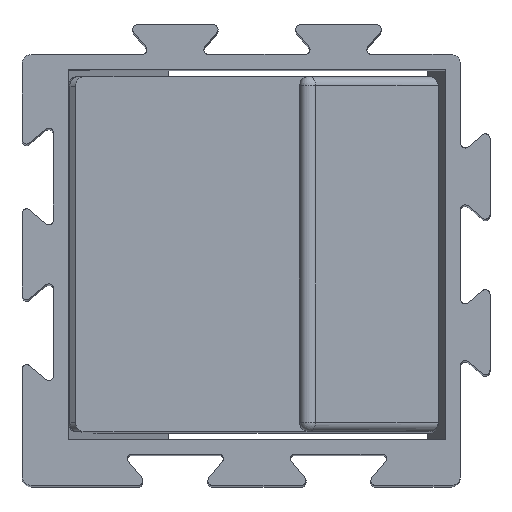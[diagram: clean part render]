
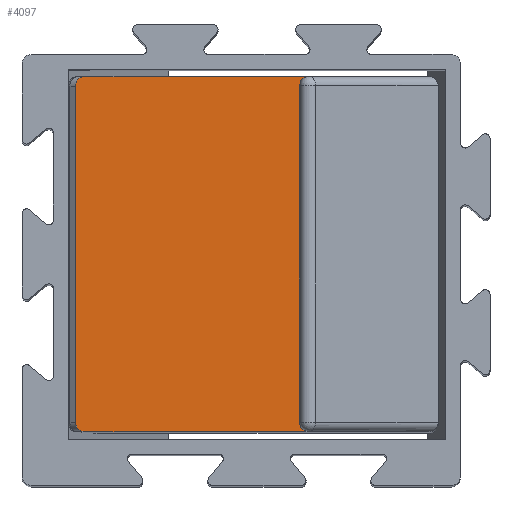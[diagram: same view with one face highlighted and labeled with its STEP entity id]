
A CAD part, top view. The second image highlights one B-rep face of the part: STEP entity #4097.
In plain terms, the highlighted planar face has unit normal (0, 0, 1).
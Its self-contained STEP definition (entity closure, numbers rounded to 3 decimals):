
#255=PLANE('',#4491);
#478=FACE_OUTER_BOUND('',#727,.T.);
#727=EDGE_LOOP('',(#3655,#3656,#3657,#3658,#3659,#3660,#3661,#3662,#3663,
#3664,#3665,#3666,#3667,#3668,#3669,#3670));
#869=CIRCLE('',#4437,0.5);
#874=CIRCLE('',#4468,1.);
#875=CIRCLE('',#4470,0.5);
#876=CIRCLE('',#4473,1.);
#879=CIRCLE('',#4488,1.);
#880=CIRCLE('',#4492,1.);
#881=CIRCLE('',#4493,1.);
#882=CIRCLE('',#4494,1.);
#1215=LINE('',#6641,#1638);
#1252=LINE('',#6920,#1675);
#1257=LINE('',#6933,#1680);
#1260=LINE('',#6942,#1683);
#1264=LINE('',#6949,#1687);
#1271=LINE('',#7021,#1694);
#1272=LINE('',#7024,#1695);
#1273=LINE('',#7028,#1696);
#1638=VECTOR('',#5431,10.);
#1675=VECTOR('',#5546,10.);
#1680=VECTOR('',#5561,10.);
#1683=VECTOR('',#5570,10.);
#1687=VECTOR('',#5574,10.);
#1694=VECTOR('',#5615,10.);
#1695=VECTOR('',#5618,10.);
#1696=VECTOR('',#5621,10.);
#1991=VERTEX_POINT('',#6638);
#1992=VERTEX_POINT('',#6640);
#2003=VERTEX_POINT('',#6708);
#2004=VERTEX_POINT('',#6710);
#2038=VERTEX_POINT('',#6919);
#2039=VERTEX_POINT('',#6923);
#2040=VERTEX_POINT('',#6927);
#2041=VERTEX_POINT('',#6929);
#2042=VERTEX_POINT('',#6935);
#2043=VERTEX_POINT('',#6937);
#2044=VERTEX_POINT('',#6941);
#2047=VERTEX_POINT('',#6947);
#2055=VERTEX_POINT('',#7014);
#2056=VERTEX_POINT('',#7023);
#2057=VERTEX_POINT('',#7025);
#2058=VERTEX_POINT('',#7027);
#2508=EDGE_CURVE('',#1991,#1992,#1215,.T.);
#2523=EDGE_CURVE('',#2004,#2003,#869,.T.);
#2572=EDGE_CURVE('',#2004,#2038,#1252,.F.);
#2574=EDGE_CURVE('',#2038,#2039,#874,.F.);
#2577=EDGE_CURVE('',#2041,#2040,#875,.T.);
#2579=EDGE_CURVE('',#2003,#2041,#1257,.T.);
#2581=EDGE_CURVE('',#2042,#2043,#876,.F.);
#2583=EDGE_CURVE('',#2039,#2044,#1260,.T.);
#2587=EDGE_CURVE('',#2042,#2047,#1264,.T.);
#2601=EDGE_CURVE('',#2055,#1991,#879,.T.);
#2604=EDGE_CURVE('',#2043,#2040,#1271,.F.);
#2605=EDGE_CURVE('',#1992,#2047,#880,.F.);
#2606=EDGE_CURVE('',#2056,#2055,#1272,.T.);
#2607=EDGE_CURVE('',#2057,#2056,#881,.T.);
#2608=EDGE_CURVE('',#2058,#2057,#1273,.T.);
#2609=EDGE_CURVE('',#2044,#2058,#882,.F.);
#3655=ORIENTED_EDGE('',*,*,#2523,.T.);
#3656=ORIENTED_EDGE('',*,*,#2579,.T.);
#3657=ORIENTED_EDGE('',*,*,#2577,.T.);
#3658=ORIENTED_EDGE('',*,*,#2604,.F.);
#3659=ORIENTED_EDGE('',*,*,#2581,.F.);
#3660=ORIENTED_EDGE('',*,*,#2587,.T.);
#3661=ORIENTED_EDGE('',*,*,#2605,.F.);
#3662=ORIENTED_EDGE('',*,*,#2508,.F.);
#3663=ORIENTED_EDGE('',*,*,#2601,.F.);
#3664=ORIENTED_EDGE('',*,*,#2606,.F.);
#3665=ORIENTED_EDGE('',*,*,#2607,.F.);
#3666=ORIENTED_EDGE('',*,*,#2608,.F.);
#3667=ORIENTED_EDGE('',*,*,#2609,.F.);
#3668=ORIENTED_EDGE('',*,*,#2583,.F.);
#3669=ORIENTED_EDGE('',*,*,#2574,.F.);
#3670=ORIENTED_EDGE('',*,*,#2572,.F.);
#4097=ADVANCED_FACE('',(#478),#255,.T.);
#4437=AXIS2_PLACEMENT_3D('',#6711,#5458,#5459);
#4468=AXIS2_PLACEMENT_3D('',#6924,#5550,#5551);
#4470=AXIS2_PLACEMENT_3D('',#6930,#5556,#5557);
#4473=AXIS2_PLACEMENT_3D('',#6938,#5565,#5566);
#4488=AXIS2_PLACEMENT_3D('',#7016,#5606,#5607);
#4491=AXIS2_PLACEMENT_3D('',#7020,#5613,#5614);
#4492=AXIS2_PLACEMENT_3D('',#7022,#5616,#5617);
#4493=AXIS2_PLACEMENT_3D('',#7026,#5619,#5620);
#4494=AXIS2_PLACEMENT_3D('',#7029,#5622,#5623);
#5431=DIRECTION('',(1.,0.,0.));
#5458=DIRECTION('center_axis',(0.,0.,1.));
#5459=DIRECTION('ref_axis',(0.707,-0.707,0.));
#5546=DIRECTION('',(1.,0.,0.));
#5550=DIRECTION('center_axis',(0.,0.,-1.));
#5551=DIRECTION('ref_axis',(-0.707,0.707,0.));
#5556=DIRECTION('center_axis',(0.,0.,1.));
#5557=DIRECTION('ref_axis',(0.707,0.707,0.));
#5561=DIRECTION('',(0.,1.,0.));
#5565=DIRECTION('center_axis',(0.,0.,-1.));
#5566=DIRECTION('ref_axis',(-0.707,-0.707,0.));
#5570=DIRECTION('',(0.,-1.,0.));
#5574=DIRECTION('',(0.,1.,0.));
#5606=DIRECTION('center_axis',(0.,0.,-1.));
#5607=DIRECTION('ref_axis',(-0.707,0.707,0.));
#5613=DIRECTION('center_axis',(0.,0.,1.));
#5614=DIRECTION('ref_axis',(-1.,0.,0.));
#5615=DIRECTION('',(-1.,0.,0.));
#5616=DIRECTION('center_axis',(0.,0.,-1.));
#5617=DIRECTION('ref_axis',(-0.707,0.707,0.));
#5618=DIRECTION('',(0.,1.,0.));
#5619=DIRECTION('center_axis',(0.,0.,-1.));
#5620=DIRECTION('ref_axis',(-0.707,-0.707,0.));
#5621=DIRECTION('',(-1.,0.,0.));
#5622=DIRECTION('center_axis',(0.,0.,-1.));
#5623=DIRECTION('ref_axis',(-0.707,-0.707,0.));
#6638=CARTESIAN_POINT('',(3.4,19.2,102.4));
#6640=CARTESIAN_POINT('',(27.6,19.2,102.4));
#6641=CARTESIAN_POINT('',(12.,19.2,102.4));
#6708=CARTESIAN_POINT('',(39.2,-16.3,102.4));
#6710=CARTESIAN_POINT('',(38.7,-16.8,102.4));
#6711=CARTESIAN_POINT('Origin',(38.7,-16.3,102.4));
#6919=CARTESIAN_POINT('',(27.6,-16.8,102.4));
#6920=CARTESIAN_POINT('',(30.4,-16.8,102.4));
#6923=CARTESIAN_POINT('',(26.6,-17.8,102.4));
#6924=CARTESIAN_POINT('Origin',(27.6,-17.8,102.4));
#6927=CARTESIAN_POINT('',(38.7,16.8,102.4));
#6929=CARTESIAN_POINT('',(39.2,16.3,102.4));
#6930=CARTESIAN_POINT('Origin',(38.7,16.3,102.4));
#6933=CARTESIAN_POINT('',(39.2,0.,102.4));
#6935=CARTESIAN_POINT('',(26.6,17.8,102.4));
#6937=CARTESIAN_POINT('',(27.6,16.8,102.4));
#6938=CARTESIAN_POINT('Origin',(27.6,17.8,102.4));
#6941=CARTESIAN_POINT('',(26.6,-18.2,102.4));
#6942=CARTESIAN_POINT('',(26.6,-16.8,102.4));
#6947=CARTESIAN_POINT('',(26.6,18.2,102.4));
#6949=CARTESIAN_POINT('',(26.6,16.8,102.4));
#7014=CARTESIAN_POINT('',(2.4,18.2,102.4));
#7016=CARTESIAN_POINT('Origin',(3.4,18.2,102.4));
#7020=CARTESIAN_POINT('Origin',(39.2,0.,102.4));
#7021=CARTESIAN_POINT('',(12.,16.8,102.4));
#7022=CARTESIAN_POINT('Origin',(27.6,18.2,102.4));
#7023=CARTESIAN_POINT('',(2.4,-18.2,102.4));
#7024=CARTESIAN_POINT('',(2.4,0.,102.4));
#7025=CARTESIAN_POINT('',(3.4,-19.2,102.4));
#7026=CARTESIAN_POINT('Origin',(3.4,-18.2,102.4));
#7027=CARTESIAN_POINT('',(27.6,-19.2,102.4));
#7028=CARTESIAN_POINT('',(24.1,-19.2,102.4));
#7029=CARTESIAN_POINT('Origin',(27.6,-18.2,102.4));
